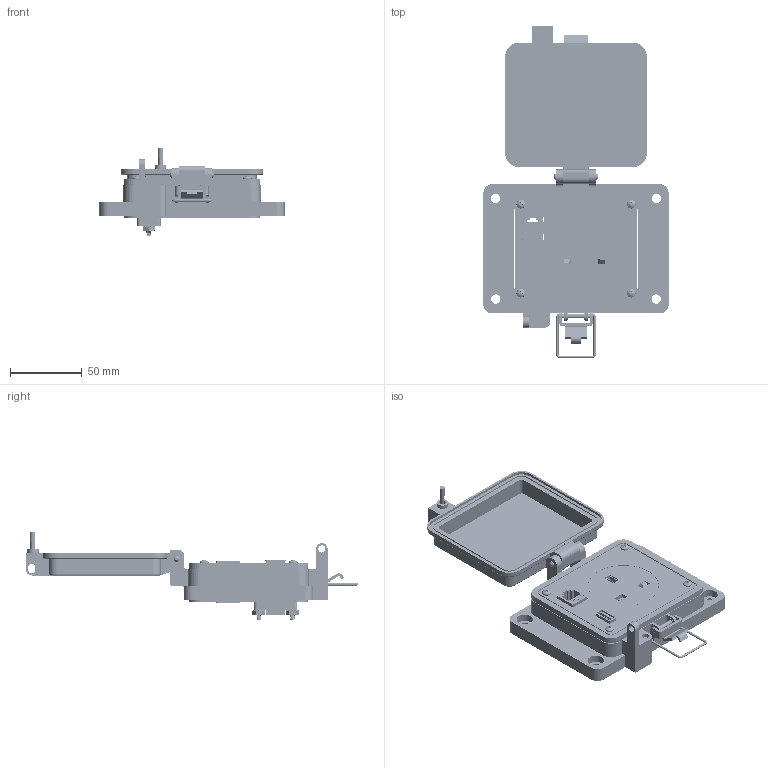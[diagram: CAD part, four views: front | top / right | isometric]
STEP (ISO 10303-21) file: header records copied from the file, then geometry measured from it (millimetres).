
FILE_DESCRIPTION (( 'STEP AP203' ), '1' );
FILE_NAME ('P-P22R2-K3RB0_3D.STEP', '2019-10-21T20:02:27', ( '' ), ( '' ), 'SwSTEP 2.0', 'SolidWorks 2019', '' );
FILE_SCHEMA (( 'CONFIG_CONTROL_DESIGN' ));
Length unit declared in the file: millimetre
Products named in the file (20): P-P22R2-K3RB0_3D; 632FH_1-1_2-IN; RB; 632FH_3_4-IN; Z-000-4243316TFP; P-P22R2-K3RB0_TP060_1; R2; P-P22R2-K3RB0_BP180_1; Z-200-OTLT-RB; Z-002-632516HN_90675A007; P-P22R2-K3RB0_FP060_1; Z-300-RJ45CAT5; Z-300-USB-A-FF; Z-001-SPR_3_4; P-P22R2-K3RB0_BP240_1; Z-H-K3_B; P-P22R2-K3RB0_TP240_2; M3PH_22M3; P22; -K3
Assembly tree (29 placements, depth 3):
  P-P22R2-K3RB0_3D
    P-P22R2-K3RB0_BP240_1
    P-P22R2-K3RB0_BP180_1
    P-P22R2-K3RB0_TP060_1
    Z-000-4243316TFP  x2
    P22
      Z-300-USB-A-FF
    P-P22R2-K3RB0_TP240_2
    632FH_1-1_2-IN  x2
    Z-001-SPR_3_4  x2
    Z-002-632516HN_90675A007  x4
    RB
      Z-200-OTLT-RB
    632FH_3_4-IN  x2
    P-P22R2-K3RB0_FP060_1
    R2
      Z-300-RJ45CAT5
    -K3
      Z-H-K3_B
    M3PH_22M3  x4
Bounding box: 129 x 231.28 x 61.93 mm (x, y, z)
Volume: 205868.4 mm3; surface area: 129280.9 mm2
Topology: 34 solids, 34 shells, 3833 faces, 10874 edges, 7182 vertices
Faces by surface type: cylinder 1910, plane 1248, bspline 388, cone 225, torus 38, sphere 24
Entity records: 100628 total; most frequent: CARTESIAN_POINT 40640, ORIENTED_EDGE 13422, DIRECTION 10168, EDGE_CURVE 6711, VERTEX_POINT 4437, LINE 3922, VECTOR 3922, AXIS2_PLACEMENT_3D 3123
